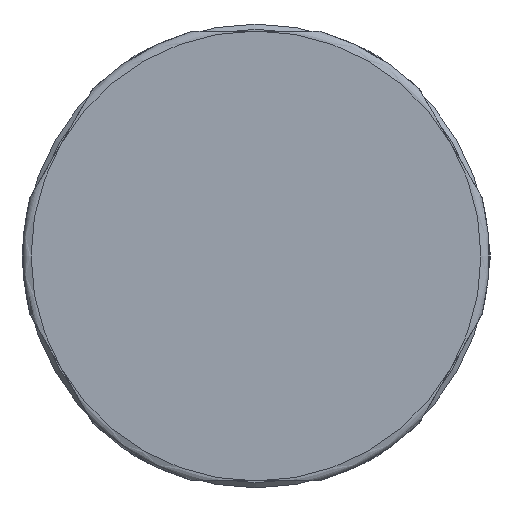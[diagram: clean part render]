
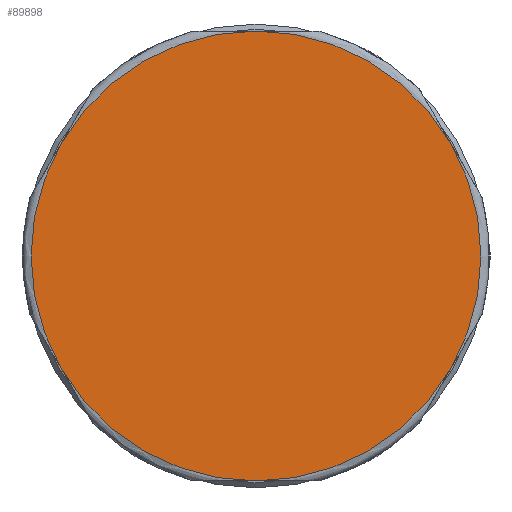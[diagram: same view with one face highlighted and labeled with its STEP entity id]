
A CAD part, left-side view. The second image highlights one B-rep face of the part: STEP entity #89898.
In plain terms, the highlighted planar face has unit normal (-1, 0, 0).
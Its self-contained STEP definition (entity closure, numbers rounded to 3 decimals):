
#89837=CARTESIAN_POINT('',(0.,10.55,0.0));
#89838=DIRECTION('',(-1.0,0.0,0.0));
#89839=DIRECTION('',(0.0,0.0,1.0));
#89840=AXIS2_PLACEMENT_3D('',#89837,#89838,#89839);
#89841=PLANE('',#89840);
#89842=CARTESIAN_POINT('',(0.,0.0,13.));
#89843=VERTEX_POINT('',#89842);
#89844=CARTESIAN_POINT('',(0.,-11.258,6.5));
#89845=VERTEX_POINT('',#89844);
#89846=CARTESIAN_POINT('',(0.,0.0,0.0));
#89847=DIRECTION('',(1.0,0.0,0.0));
#89848=DIRECTION('',(0.0,-1.0,0.0));
#89849=AXIS2_PLACEMENT_3D('',#89846,#89847,#89848);
#89850=CIRCLE('',#89849,13.);
#89851=EDGE_CURVE('',#89843,#89845,#89850,.T.);
#89852=ORIENTED_EDGE('',*,*,#89851,.F.);
#89853=CARTESIAN_POINT('',(0.,11.258,6.5));
#89854=VERTEX_POINT('',#89853);
#89855=CARTESIAN_POINT('',(0.,0.0,0.0));
#89856=DIRECTION('',(1.0,0.0,0.0));
#89857=DIRECTION('',(0.0,-1.0,0.0));
#89858=AXIS2_PLACEMENT_3D('',#89855,#89856,#89857);
#89859=CIRCLE('',#89858,13.);
#89860=EDGE_CURVE('',#89854,#89843,#89859,.T.);
#89861=ORIENTED_EDGE('',*,*,#89860,.F.);
#89862=CARTESIAN_POINT('',(0.,11.258,-6.5));
#89863=VERTEX_POINT('',#89862);
#89864=CARTESIAN_POINT('',(0.,0.0,0.0));
#89865=DIRECTION('',(1.0,0.0,0.0));
#89866=DIRECTION('',(0.0,-1.0,0.0));
#89867=AXIS2_PLACEMENT_3D('',#89864,#89865,#89866);
#89868=CIRCLE('',#89867,13.);
#89869=EDGE_CURVE('',#89863,#89854,#89868,.T.);
#89870=ORIENTED_EDGE('',*,*,#89869,.F.);
#89871=CARTESIAN_POINT('',(0.,0.,-13.));
#89872=VERTEX_POINT('',#89871);
#89873=CARTESIAN_POINT('',(0.,0.0,0.0));
#89874=DIRECTION('',(1.0,0.0,0.0));
#89875=DIRECTION('',(0.0,-1.0,0.0));
#89876=AXIS2_PLACEMENT_3D('',#89873,#89874,#89875);
#89877=CIRCLE('',#89876,13.);
#89878=EDGE_CURVE('',#89872,#89863,#89877,.T.);
#89879=ORIENTED_EDGE('',*,*,#89878,.F.);
#89880=CARTESIAN_POINT('',(0.,-11.258,-6.5));
#89881=VERTEX_POINT('',#89880);
#89882=CARTESIAN_POINT('',(0.,0.0,0.0));
#89883=DIRECTION('',(1.0,0.0,0.0));
#89884=DIRECTION('',(0.0,-1.0,0.0));
#89885=AXIS2_PLACEMENT_3D('',#89882,#89883,#89884);
#89886=CIRCLE('',#89885,13.);
#89887=EDGE_CURVE('',#89881,#89872,#89886,.T.);
#89888=ORIENTED_EDGE('',*,*,#89887,.F.);
#89889=CARTESIAN_POINT('',(0.,0.0,0.0));
#89890=DIRECTION('',(1.0,0.0,0.0));
#89891=DIRECTION('',(0.0,-1.0,0.0));
#89892=AXIS2_PLACEMENT_3D('',#89889,#89890,#89891);
#89893=CIRCLE('',#89892,13.);
#89894=EDGE_CURVE('',#89845,#89881,#89893,.T.);
#89895=ORIENTED_EDGE('',*,*,#89894,.F.);
#89896=EDGE_LOOP('',(#89852,#89861,#89870,#89879,#89888,#89895));
#89897=FACE_OUTER_BOUND('',#89896,.T.);
#89898=ADVANCED_FACE('',(#89897),#89841,.T.);
